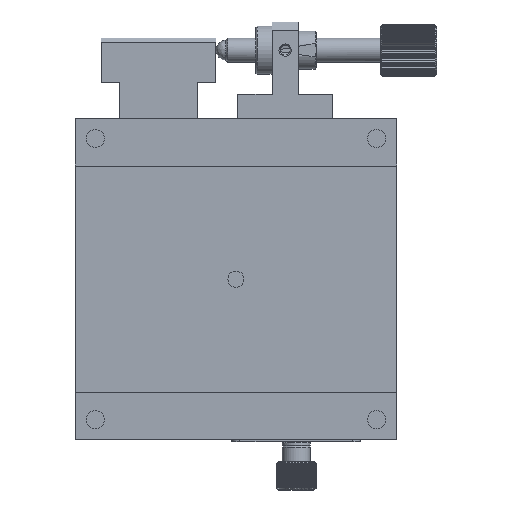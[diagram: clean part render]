
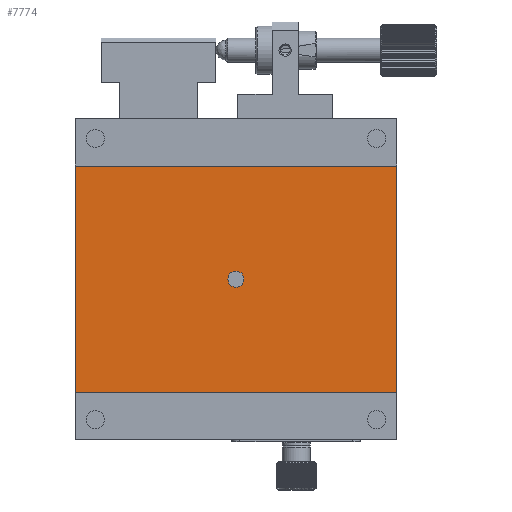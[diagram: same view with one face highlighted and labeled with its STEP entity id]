
A CAD part, front view. The second image highlights one B-rep face of the part: STEP entity #7774.
In plain terms, the highlighted planar face has unit normal (0, 1, 0).
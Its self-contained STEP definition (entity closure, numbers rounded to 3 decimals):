
#131 = PLANE ( 'NONE',  #24924 ) ;
#273 = CARTESIAN_POINT ( 'NONE',  ( -40.471, -8.993, 28.15 ) ) ;
#897 = CARTESIAN_POINT ( 'NONE',  ( 39.529, -8.993, 28.15 ) ) ;
#1479 = EDGE_CURVE ( 'NONE', #16677, #5747, #14764, .T. ) ;
#2497 = EDGE_CURVE ( 'NONE', #13753, #16677, #20792, .T. ) ;
#2934 = CARTESIAN_POINT ( 'NONE',  ( 39.529, -8.993, -28.15 ) ) ;
#3101 = DIRECTION ( 'NONE',  ( 0., 0., 1. ) ) ;
#3185 = CARTESIAN_POINT ( 'NONE',  ( -40.471, -8.993, -28.15 ) ) ;
#3542 = ORIENTED_EDGE ( 'NONE', *, *, #11942, .T. ) ;
#4289 = LINE ( 'NONE', #273, #24415 ) ;
#4739 = VECTOR ( 'NONE', #8937, 1000. ) ;
#4866 = EDGE_CURVE ( 'NONE', #5747, #25700, #11017, .T. ) ;
#5747 = VERTEX_POINT ( 'NONE', #22000 ) ;
#6578 = ORIENTED_EDGE ( 'NONE', *, *, #1479, .T. ) ;
#7167 = EDGE_LOOP ( 'NONE', ( #3542 ) ) ;
#7241 = DIRECTION ( 'NONE',  ( 0., 0., 1. ) ) ;
#7774 = ADVANCED_FACE ( 'NONE', ( #19916, #10024 ), #131, .T. ) ;
#8209 = DIRECTION ( 'NONE',  ( 1., 0., 0. ) ) ;
#8932 = VECTOR ( 'NONE', #7241, 1000. ) ;
#8937 = DIRECTION ( 'NONE',  ( 0., 0., -1. ) ) ;
#10024 = FACE_BOUND ( 'NONE', #7167, .T. ) ;
#10349 = DIRECTION ( 'NONE',  ( 0., -1., 0. ) ) ;
#10668 = DIRECTION ( 'NONE',  ( 0., 1., 0. ) ) ;
#11017 = LINE ( 'NONE', #24957, #8932 ) ;
#11094 = CIRCLE ( 'NONE', #14003, 2. ) ;
#11942 = EDGE_CURVE ( 'NONE', #16217, #16217, #11094, .T. ) ;
#12422 = CARTESIAN_POINT ( 'NONE',  ( -0.471, -8.993, 0. ) ) ;
#13751 = ORIENTED_EDGE ( 'NONE', *, *, #25617, .T. ) ;
#13753 = VERTEX_POINT ( 'NONE', #897 ) ;
#14003 = AXIS2_PLACEMENT_3D ( 'NONE', #12422, #10349, #20367 ) ;
#14764 = LINE ( 'NONE', #3185, #22565 ) ;
#16217 = VERTEX_POINT ( 'NONE', #23935 ) ;
#16677 = VERTEX_POINT ( 'NONE', #23299 ) ;
#18594 = CARTESIAN_POINT ( 'NONE',  ( -40.471, -8.993, -28.15 ) ) ;
#19877 = ORIENTED_EDGE ( 'NONE', *, *, #2497, .T. ) ;
#19916 = FACE_OUTER_BOUND ( 'NONE', #20414, .T. ) ;
#20367 = DIRECTION ( 'NONE',  ( 0., 0., -1. ) ) ;
#20414 = EDGE_LOOP ( 'NONE', ( #13751, #19877, #6578, #21949 ) ) ;
#20792 = LINE ( 'NONE', #2934, #4739 ) ;
#21949 = ORIENTED_EDGE ( 'NONE', *, *, #4866, .T. ) ;
#22000 = CARTESIAN_POINT ( 'NONE',  ( -40.471, -8.993, -28.15 ) ) ;
#22510 = CARTESIAN_POINT ( 'NONE',  ( -40.471, -8.993, 28.15 ) ) ;
#22565 = VECTOR ( 'NONE', #24940, 1000. ) ;
#23299 = CARTESIAN_POINT ( 'NONE',  ( 39.529, -8.993, -28.15 ) ) ;
#23935 = CARTESIAN_POINT ( 'NONE',  ( -0.471, -8.993, -2. ) ) ;
#24415 = VECTOR ( 'NONE', #8209, 1000. ) ;
#24924 = AXIS2_PLACEMENT_3D ( 'NONE', #18594, #10668, #3101 ) ;
#24940 = DIRECTION ( 'NONE',  ( -1., 0., 0. ) ) ;
#24957 = CARTESIAN_POINT ( 'NONE',  ( -40.471, -8.993, -28.15 ) ) ;
#25617 = EDGE_CURVE ( 'NONE', #25700, #13753, #4289, .T. ) ;
#25700 = VERTEX_POINT ( 'NONE', #22510 ) ;
